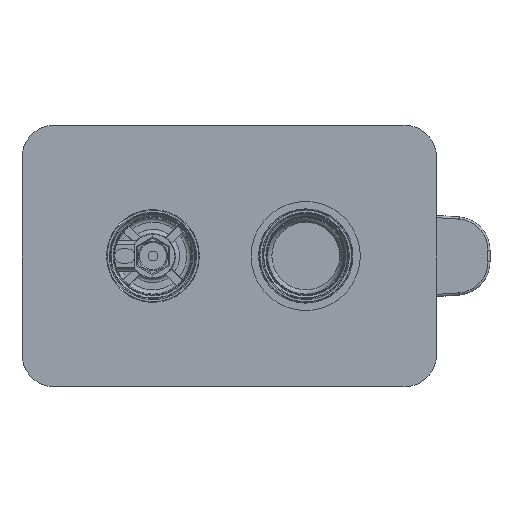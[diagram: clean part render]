
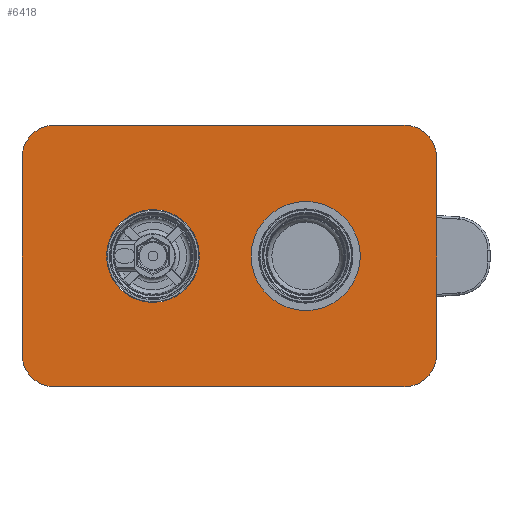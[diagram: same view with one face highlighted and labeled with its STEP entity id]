
A CAD part, left-side view. The second image highlights one B-rep face of the part: STEP entity #6418.
In plain terms, the highlighted planar face has unit normal (-1, 0, 0).
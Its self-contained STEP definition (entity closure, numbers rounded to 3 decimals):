
#202 = VECTOR ( 'NONE', #1325, 1000. ) ;
#278 = VERTEX_POINT ( 'NONE', #5047 ) ;
#282 = DIRECTION ( 'NONE',  ( 0., 0., 1. ) ) ;
#306 = EDGE_CURVE ( 'NONE', #4434, #4434, #8722, .T. ) ;
#312 = ORIENTED_EDGE ( 'NONE', *, *, #1400, .T. ) ;
#373 = CARTESIAN_POINT ( 'NONE',  ( 188.898, -35.185, 119.409 ) ) ;
#565 = CARTESIAN_POINT ( 'NONE',  ( 188.898, -95.185, 34.409 ) ) ;
#643 = VERTEX_POINT ( 'NONE', #1470 ) ;
#932 = AXIS2_PLACEMENT_3D ( 'NONE', #6416, #2884, #7863 ) ;
#972 = DIRECTION ( 'NONE',  ( 0., 0., 1. ) ) ;
#1039 = EDGE_CURVE ( 'NONE', #6283, #4560, #6722, .T. ) ;
#1125 = EDGE_CURVE ( 'NONE', #4163, #5730, #1319, .T. ) ;
#1187 = AXIS2_PLACEMENT_3D ( 'NONE', #4074, #6403, #6340 ) ;
#1319 = CIRCLE ( 'NONE', #1187, 15. ) ;
#1325 = DIRECTION ( 'NONE',  ( 0., -1., 0. ) ) ;
#1352 = CARTESIAN_POINT ( 'NONE',  ( 188.898, -80.185, 49.409 ) ) ;
#1400 = EDGE_CURVE ( 'NONE', #4560, #278, #8026, .T. ) ;
#1466 = CARTESIAN_POINT ( 'NONE',  ( 188.898, 94.815, 49.409 ) ) ;
#1470 = CARTESIAN_POINT ( 'NONE',  ( 188.898, -80.185, 34.409 ) ) ;
#1659 = DIRECTION ( 'NONE',  ( -1., 0., 0. ) ) ;
#1705 = VERTEX_POINT ( 'NONE', #7637 ) ;
#1719 = CARTESIAN_POINT ( 'NONE',  ( 188.898, 34.815, 115.659 ) ) ;
#2102 = VECTOR ( 'NONE', #6326, 1000. ) ;
#2463 = AXIS2_PLACEMENT_3D ( 'NONE', #7073, #3570, #4794 ) ;
#2481 = LINE ( 'NONE', #8426, #202 ) ;
#2884 = DIRECTION ( 'NONE',  ( -1., 0., 0. ) ) ;
#2898 = DIRECTION ( 'NONE',  ( -1., 0., 0. ) ) ;
#2954 = DIRECTION ( 'NONE',  ( -1., 0., 0. ) ) ;
#2984 = ORIENTED_EDGE ( 'NONE', *, *, #7050, .T. ) ;
#3011 = CIRCLE ( 'NONE', #3715, 15. ) ;
#3252 = AXIS2_PLACEMENT_3D ( 'NONE', #4427, #2954, #5805 ) ;
#3363 = AXIS2_PLACEMENT_3D ( 'NONE', #3862, #1659, #282 ) ;
#3444 = CARTESIAN_POINT ( 'NONE',  ( 188.898, 94.815, 154.409 ) ) ;
#3516 = ORIENTED_EDGE ( 'NONE', *, *, #1039, .T. ) ;
#3542 = EDGE_LOOP ( 'NONE', ( #8503 ) ) ;
#3570 = DIRECTION ( 'NONE',  ( -1., 0., 0. ) ) ;
#3646 = EDGE_CURVE ( 'NONE', #5730, #643, #2481, .T. ) ;
#3713 = EDGE_CURVE ( 'NONE', #8318, #4163, #6398, .T. ) ;
#3715 = AXIS2_PLACEMENT_3D ( 'NONE', #1352, #2898, #9233 ) ;
#3798 = PLANE ( 'NONE',  #3363 ) ;
#3862 = CARTESIAN_POINT ( 'NONE',  ( 188.898, 34.815, 94.409 ) ) ;
#3877 = VERTEX_POINT ( 'NONE', #373 ) ;
#4031 = LINE ( 'NONE', #565, #2102 ) ;
#4074 = CARTESIAN_POINT ( 'NONE',  ( 188.898, 79.815, 49.409 ) ) ;
#4130 = DIRECTION ( 'NONE',  ( 0., 0., -1. ) ) ;
#4163 = VERTEX_POINT ( 'NONE', #1466 ) ;
#4214 = ORIENTED_EDGE ( 'NONE', *, *, #306, .F. ) ;
#4427 = CARTESIAN_POINT ( 'NONE',  ( 188.898, 79.815, 139.409 ) ) ;
#4434 = VERTEX_POINT ( 'NONE', #1719 ) ;
#4492 = EDGE_LOOP ( 'NONE', ( #8361, #2984, #6870, #3516, #312, #4775, #7413, #8333 ) ) ;
#4514 = VECTOR ( 'NONE', #4130, 1000. ) ;
#4560 = VERTEX_POINT ( 'NONE', #4964 ) ;
#4587 = FACE_BOUND ( 'NONE', #3542, .T. ) ;
#4604 = CARTESIAN_POINT ( 'NONE',  ( 188.898, -35.185, 94.409 ) ) ;
#4673 = CIRCLE ( 'NONE', #3252, 15. ) ;
#4775 = ORIENTED_EDGE ( 'NONE', *, *, #9125, .T. ) ;
#4794 = DIRECTION ( 'NONE',  ( 0., 0., 1. ) ) ;
#4964 = CARTESIAN_POINT ( 'NONE',  ( 188.898, -80.185, 154.409 ) ) ;
#5047 = CARTESIAN_POINT ( 'NONE',  ( 188.898, 79.815, 154.409 ) ) ;
#5326 = EDGE_CURVE ( 'NONE', #3877, #3877, #8379, .T. ) ;
#5628 = EDGE_CURVE ( 'NONE', #1705, #6283, #4031, .T. ) ;
#5730 = VERTEX_POINT ( 'NONE', #7671 ) ;
#5755 = CARTESIAN_POINT ( 'NONE',  ( 188.898, 94.815, 139.409 ) ) ;
#5805 = DIRECTION ( 'NONE',  ( 0., 0., 1. ) ) ;
#5909 = VECTOR ( 'NONE', #8208, 1000. ) ;
#6283 = VERTEX_POINT ( 'NONE', #6882 ) ;
#6326 = DIRECTION ( 'NONE',  ( 0., 0., 1. ) ) ;
#6340 = DIRECTION ( 'NONE',  ( 0., 0., 1. ) ) ;
#6351 = FACE_OUTER_BOUND ( 'NONE', #4492, .T. ) ;
#6398 = LINE ( 'NONE', #3444, #4514 ) ;
#6403 = DIRECTION ( 'NONE',  ( -1., 0., 0. ) ) ;
#6416 = CARTESIAN_POINT ( 'NONE',  ( 188.898, 34.815, 94.409 ) ) ;
#6418 = ADVANCED_FACE ( 'NONE', ( #6351, #8253, #4587 ), #3798, .T. ) ;
#6722 = CIRCLE ( 'NONE', #2463, 15. ) ;
#6828 = CARTESIAN_POINT ( 'NONE',  ( 188.898, -95.185, 154.409 ) ) ;
#6870 = ORIENTED_EDGE ( 'NONE', *, *, #5628, .T. ) ;
#6882 = CARTESIAN_POINT ( 'NONE',  ( 188.898, -95.185, 139.409 ) ) ;
#7050 = EDGE_CURVE ( 'NONE', #643, #1705, #3011, .T. ) ;
#7073 = CARTESIAN_POINT ( 'NONE',  ( 188.898, -80.185, 139.409 ) ) ;
#7410 = DIRECTION ( 'NONE',  ( -1., 0., 0. ) ) ;
#7413 = ORIENTED_EDGE ( 'NONE', *, *, #3713, .T. ) ;
#7527 = EDGE_LOOP ( 'NONE', ( #4214 ) ) ;
#7637 = CARTESIAN_POINT ( 'NONE',  ( 188.898, -95.185, 49.409 ) ) ;
#7671 = CARTESIAN_POINT ( 'NONE',  ( 188.898, 79.815, 34.409 ) ) ;
#7863 = DIRECTION ( 'NONE',  ( 0., 0., 1. ) ) ;
#8026 = LINE ( 'NONE', #6828, #5909 ) ;
#8208 = DIRECTION ( 'NONE',  ( 0., 1., 0. ) ) ;
#8253 = FACE_BOUND ( 'NONE', #7527, .T. ) ;
#8318 = VERTEX_POINT ( 'NONE', #5755 ) ;
#8333 = ORIENTED_EDGE ( 'NONE', *, *, #1125, .T. ) ;
#8361 = ORIENTED_EDGE ( 'NONE', *, *, #3646, .T. ) ;
#8379 = CIRCLE ( 'NONE', #8771, 25. ) ;
#8426 = CARTESIAN_POINT ( 'NONE',  ( 188.898, 94.815, 34.409 ) ) ;
#8503 = ORIENTED_EDGE ( 'NONE', *, *, #5326, .F. ) ;
#8722 = CIRCLE ( 'NONE', #932, 21.25 ) ;
#8771 = AXIS2_PLACEMENT_3D ( 'NONE', #4604, #7410, #972 ) ;
#9125 = EDGE_CURVE ( 'NONE', #278, #8318, #4673, .T. ) ;
#9233 = DIRECTION ( 'NONE',  ( 0., 0., 1. ) ) ;
